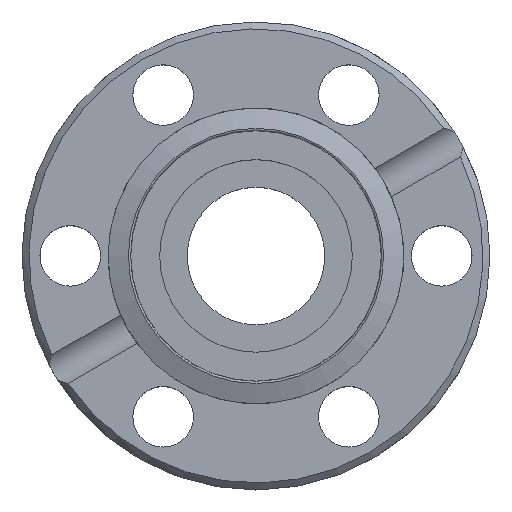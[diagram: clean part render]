
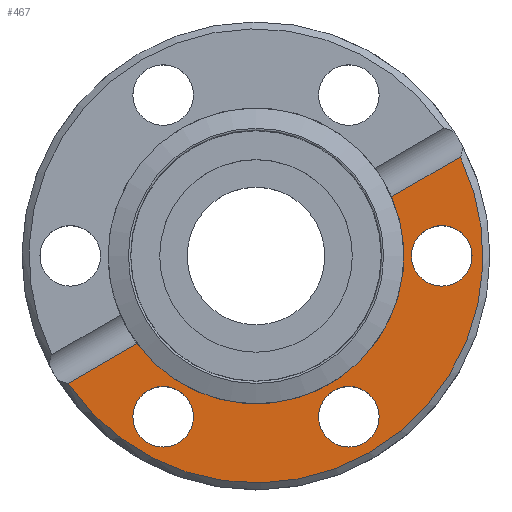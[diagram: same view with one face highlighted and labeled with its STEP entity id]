
A CAD part, top view. The second image highlights one B-rep face of the part: STEP entity #467.
In plain terms, the highlighted planar face has unit normal (0, 0, 1).
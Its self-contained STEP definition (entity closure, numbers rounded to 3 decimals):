
#39=FACE_BOUND('',#104,.T.);
#40=FACE_BOUND('',#105,.T.);
#41=FACE_BOUND('',#106,.T.);
#52=PLANE('',#553);
#74=FACE_OUTER_BOUND('',#103,.T.);
#103=EDGE_LOOP('',(#401,#402,#403,#404));
#104=EDGE_LOOP('',(#405));
#105=EDGE_LOOP('',(#406));
#106=EDGE_LOOP('',(#407));
#136=LINE('',#889,#154);
#137=LINE('',#890,#155);
#154=VECTOR('',#698,1000.);
#155=VECTOR('',#699,1000.);
#166=CIRCLE('',#511,2.2);
#168=CIRCLE('',#514,2.2);
#176=CIRCLE('',#526,2.2);
#185=CIRCLE('',#539,10.75);
#194=CIRCLE('',#554,16.5);
#206=VERTEX_POINT('',#741);
#208=VERTEX_POINT('',#747);
#216=VERTEX_POINT('',#771);
#225=VERTEX_POINT('',#797);
#226=VERTEX_POINT('',#812);
#238=VERTEX_POINT('',#886);
#239=VERTEX_POINT('',#887);
#253=EDGE_CURVE('',#206,#206,#166,.T.);
#256=EDGE_CURVE('',#208,#208,#168,.T.);
#268=EDGE_CURVE('',#216,#216,#176,.T.);
#281=EDGE_CURVE('',#225,#226,#185,.T.);
#300=EDGE_CURVE('',#238,#239,#194,.T.);
#301=EDGE_CURVE('',#239,#226,#136,.T.);
#302=EDGE_CURVE('',#225,#238,#137,.T.);
#401=ORIENTED_EDGE('',*,*,#300,.T.);
#402=ORIENTED_EDGE('',*,*,#301,.T.);
#403=ORIENTED_EDGE('',*,*,#281,.F.);
#404=ORIENTED_EDGE('',*,*,#302,.T.);
#405=ORIENTED_EDGE('',*,*,#253,.F.);
#406=ORIENTED_EDGE('',*,*,#256,.F.);
#407=ORIENTED_EDGE('',*,*,#268,.F.);
#467=ADVANCED_FACE('',(#74,#39,#40,#41),#52,.F.);
#511=AXIS2_PLACEMENT_3D('',#743,#597,#598);
#514=AXIS2_PLACEMENT_3D('',#749,#604,#605);
#526=AXIS2_PLACEMENT_3D('',#773,#632,#633);
#539=AXIS2_PLACEMENT_3D('',#813,#661,#662);
#553=AXIS2_PLACEMENT_3D('',#885,#694,#695);
#554=AXIS2_PLACEMENT_3D('',#888,#696,#697);
#597=DIRECTION('center_axis',(0.,0.,1.));
#598=DIRECTION('ref_axis',(1.,0.,0.));
#604=DIRECTION('center_axis',(0.,0.,1.));
#605=DIRECTION('ref_axis',(1.,0.,0.));
#632=DIRECTION('center_axis',(0.,0.,1.));
#633=DIRECTION('ref_axis',(1.,0.,0.));
#661=DIRECTION('center_axis',(0.,0.,1.));
#662=DIRECTION('ref_axis',(1.,0.,0.));
#694=DIRECTION('center_axis',(0.,0.,-1.));
#695=DIRECTION('ref_axis',(-1.,0.,0.));
#696=DIRECTION('center_axis',(0.,0.,1.));
#697=DIRECTION('ref_axis',(1.,0.,0.));
#698=DIRECTION('',(-0.866,-0.5,0.));
#699=DIRECTION('',(-0.866,-0.5,0.));
#741=CARTESIAN_POINT('',(4.55,-11.691,0.));
#743=CARTESIAN_POINT('Origin',(6.75,-11.691,0.));
#747=CARTESIAN_POINT('',(-8.95,-11.691,0.));
#749=CARTESIAN_POINT('Origin',(-6.75,-11.691,0.));
#771=CARTESIAN_POINT('',(11.3,0.,0.));
#773=CARTESIAN_POINT('Origin',(13.5,0.,0.));
#797=CARTESIAN_POINT('',(-8.652,-6.381,0.));
#812=CARTESIAN_POINT('',(9.852,4.302,0.));
#813=CARTESIAN_POINT('Origin',(0.,0.,0.));
#885=CARTESIAN_POINT('Origin',(0.,0.,0.));
#886=CARTESIAN_POINT('',(-13.652,-9.267,0.));
#887=CARTESIAN_POINT('',(14.852,7.189,0.));
#888=CARTESIAN_POINT('Origin',(0.,0.,0.));
#889=CARTESIAN_POINT('',(-19.511,-12.65,0.));
#890=CARTESIAN_POINT('',(-19.511,-12.65,0.));
